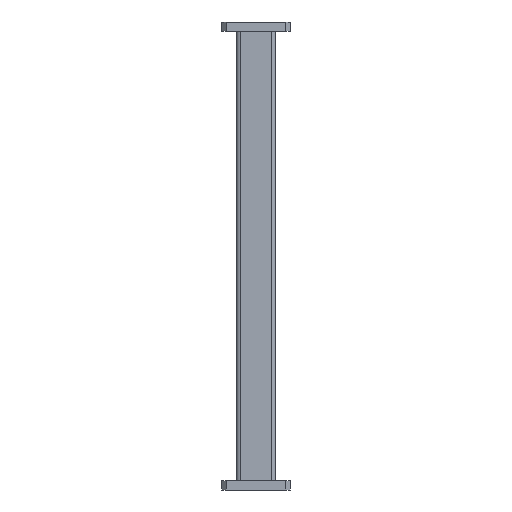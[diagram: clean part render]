
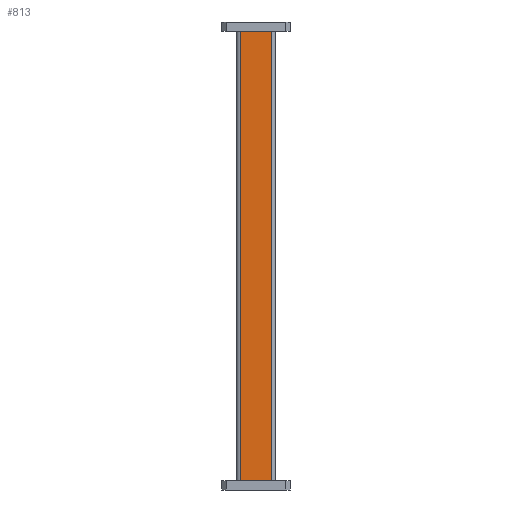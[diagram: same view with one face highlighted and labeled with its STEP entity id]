
A CAD part, front view. The second image highlights one B-rep face of the part: STEP entity #813.
In plain terms, the highlighted planar face has unit normal (0, -1, 0).
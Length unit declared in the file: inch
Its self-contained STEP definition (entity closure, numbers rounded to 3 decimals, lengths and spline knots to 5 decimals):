
#122 = CARTESIAN_POINT ( 'NONE',  ( 0.5, -0.25, -0.23622 ) ) ;
#352 = CARTESIAN_POINT ( 'NONE',  ( -0.4, -0.25, -12.88181 ) ) ;
#379 = EDGE_CURVE ( 'NONE', #2739, #3205, #2249, .T. ) ;
#386 = EDGE_CURVE ( 'NONE', #2710, #2739, #3030, .T. ) ;
#488 = FACE_OUTER_BOUND ( 'NONE', #714, .T. ) ;
#714 = EDGE_LOOP ( 'NONE', ( #1780, #948, #2979, #2303 ) ) ;
#732 = DIRECTION ( 'NONE',  ( 0., 1., 0. ) ) ;
#747 = DIRECTION ( 'NONE',  ( 0., 0., 1. ) ) ;
#813 = ADVANCED_FACE ( 'NONE', ( #488 ), #2835, .F. ) ;
#887 = CARTESIAN_POINT ( 'NONE',  ( 0.4, -0.25, -0.23622 ) ) ;
#948 = ORIENTED_EDGE ( 'NONE', *, *, #379, .T. ) ;
#1053 = CARTESIAN_POINT ( 'NONE',  ( 0.5, -0.25, -11.76378 ) ) ;
#1203 = DIRECTION ( 'NONE',  ( -1., 0., 0. ) ) ;
#1445 = EDGE_CURVE ( 'NONE', #3192, #2710, #2448, .T. ) ;
#1513 = CARTESIAN_POINT ( 'NONE',  ( 0.5, -0.25, -12.88181 ) ) ;
#1569 = DIRECTION ( 'NONE',  ( 0., 0., 1. ) ) ;
#1639 = CARTESIAN_POINT ( 'NONE',  ( 0.4, -0.25, -12.88181 ) ) ;
#1780 = ORIENTED_EDGE ( 'NONE', *, *, #386, .T. ) ;
#1871 = LINE ( 'NONE', #1053, #2509 ) ;
#1964 = DIRECTION ( 'NONE',  ( 0., 0., -1. ) ) ;
#2249 = LINE ( 'NONE', #352, #2563 ) ;
#2300 = CARTESIAN_POINT ( 'NONE',  ( -0.4, -0.25, -11.76378 ) ) ;
#2303 = ORIENTED_EDGE ( 'NONE', *, *, #1445, .T. ) ;
#2377 = EDGE_CURVE ( 'NONE', #3205, #3192, #1871, .T. ) ;
#2448 = LINE ( 'NONE', #1639, #3470 ) ;
#2509 = VECTOR ( 'NONE', #2904, 39.37008 ) ;
#2563 = VECTOR ( 'NONE', #1964, 39.37008 ) ;
#2621 = CARTESIAN_POINT ( 'NONE',  ( 0.4, -0.25, -11.76378 ) ) ;
#2710 = VERTEX_POINT ( 'NONE', #887 ) ;
#2739 = VERTEX_POINT ( 'NONE', #3124 ) ;
#2835 = PLANE ( 'NONE',  #2955 ) ;
#2904 = DIRECTION ( 'NONE',  ( 1., 0., 0. ) ) ;
#2955 = AXIS2_PLACEMENT_3D ( 'NONE', #1513, #732, #1569 ) ;
#2979 = ORIENTED_EDGE ( 'NONE', *, *, #2377, .T. ) ;
#3030 = LINE ( 'NONE', #122, #3398 ) ;
#3124 = CARTESIAN_POINT ( 'NONE',  ( -0.4, -0.25, -0.23622 ) ) ;
#3192 = VERTEX_POINT ( 'NONE', #2621 ) ;
#3205 = VERTEX_POINT ( 'NONE', #2300 ) ;
#3398 = VECTOR ( 'NONE', #1203, 39.37008 ) ;
#3470 = VECTOR ( 'NONE', #747, 39.37008 ) ;
